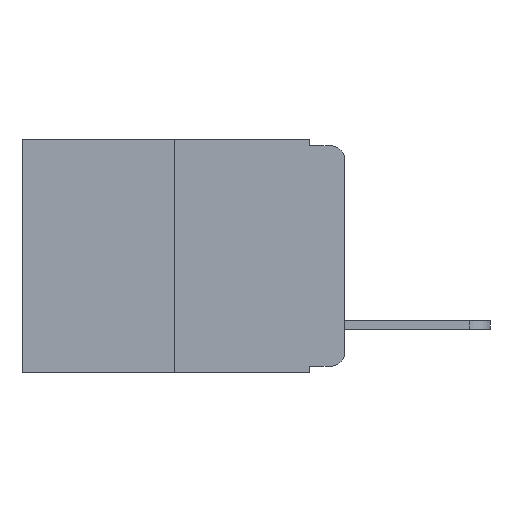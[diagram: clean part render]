
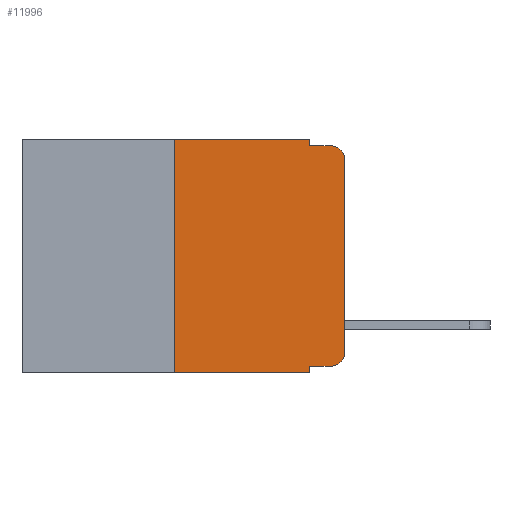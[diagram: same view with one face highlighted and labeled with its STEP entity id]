
A CAD part, left-side view. The second image highlights one B-rep face of the part: STEP entity #11996.
In plain terms, the highlighted planar face has unit normal (-1, 0, 0).
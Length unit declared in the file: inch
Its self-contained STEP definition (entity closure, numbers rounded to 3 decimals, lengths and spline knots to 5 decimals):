
#251 = CARTESIAN_POINT ( 'NONE',  ( 0., 0.473, -0.343 ) ) ;
#327 = ORIENTED_EDGE ( 'NONE', *, *, #4595, .F. ) ;
#357 = VERTEX_POINT ( 'NONE', #10190 ) ;
#500 = ORIENTED_EDGE ( 'NONE', *, *, #4657, .F. ) ;
#579 = ORIENTED_EDGE ( 'NONE', *, *, #2475, .F. ) ;
#906 = ORIENTED_EDGE ( 'NONE', *, *, #4730, .F. ) ;
#1085 = ORIENTED_EDGE ( 'NONE', *, *, #3647, .T. ) ;
#1216 = DIRECTION ( 'NONE',  ( 0., -1., 0. ) ) ;
#1292 = VERTEX_POINT ( 'NONE', #1402 ) ;
#1402 = CARTESIAN_POINT ( 'NONE',  ( 0., 0.02, -0.333 ) ) ;
#1473 = ORIENTED_EDGE ( 'NONE', *, *, #4820, .F. ) ;
#2281 = ORIENTED_EDGE ( 'NONE', *, *, #4829, .T. ) ;
#2475 = EDGE_CURVE ( 'NONE', #9981, #5307, #18471, .T. ) ;
#2495 = AXIS2_PLACEMENT_3D ( 'NONE', #14388, #14379, #15740 ) ;
#2651 = ORIENTED_EDGE ( 'NONE', *, *, #4899, .T. ) ;
#2990 = CARTESIAN_POINT ( 'NONE',  ( 0., 0., -0.313 ) ) ;
#3132 = AXIS2_PLACEMENT_3D ( 'NONE', #17118, #17145, #17122 ) ;
#3647 = EDGE_CURVE ( 'NONE', #11096, #357, #4298, .T. ) ;
#3958 = VECTOR ( 'NONE', #16111, 39.37008 ) ;
#4034 = VERTEX_POINT ( 'NONE', #7148 ) ;
#4298 = LINE ( 'NONE', #251, #8277 ) ;
#4507 = EDGE_CURVE ( 'NONE', #15962, #10339, #17983, .T. ) ;
#4532 = EDGE_CURVE ( 'NONE', #10339, #10115, #10090, .T. ) ;
#4595 = EDGE_CURVE ( 'NONE', #18487, #10115, #5065, .T. ) ;
#4657 = EDGE_CURVE ( 'NONE', #5307, #18487, #11753, .T. ) ;
#4719 = DIRECTION ( 'NONE',  ( 0., -1., 0. ) ) ;
#4730 = EDGE_CURVE ( 'NONE', #11096, #9981, #10326, .T. ) ;
#4782 = LINE ( 'NONE', #13805, #16950 ) ;
#4820 = EDGE_CURVE ( 'NONE', #4034, #357, #4782, .T. ) ;
#4829 = EDGE_CURVE ( 'NONE', #4034, #1292, #13364, .T. ) ;
#4899 = EDGE_CURVE ( 'NONE', #1292, #15962, #15703, .T. ) ;
#4938 = CARTESIAN_POINT ( 'NONE',  ( 0., 0.473, 0. ) ) ;
#4940 = EDGE_LOOP ( 'NONE', ( #9290, #13683, #327, #500, #579, #906, #1085, #1473, #2281, #2651 ) ) ;
#5065 = LINE ( 'NONE', #15814, #3958 ) ;
#5307 = VERTEX_POINT ( 'NONE', #19366 ) ;
#5667 = CARTESIAN_POINT ( 'NONE',  ( 0., 0.051, 0. ) ) ;
#5843 = VECTOR ( 'NONE', #8332, 39.37008 ) ;
#6737 = VECTOR ( 'NONE', #1216, 39.37008 ) ;
#7148 = CARTESIAN_POINT ( 'NONE',  ( 0., 0.051, -0.333 ) ) ;
#7444 = VECTOR ( 'NONE', #7825, 39.37008 ) ;
#7825 = DIRECTION ( 'NONE',  ( 0., 0., -1. ) ) ;
#7868 = DIRECTION ( 'NONE',  ( 0., 0., -1. ) ) ;
#8277 = VECTOR ( 'NONE', #11237, 39.37008 ) ;
#8332 = DIRECTION ( 'NONE',  ( 0., 0., 1. ) ) ;
#8805 = CARTESIAN_POINT ( 'NONE',  ( 0., 0.25, -0.343 ) ) ;
#9290 = ORIENTED_EDGE ( 'NONE', *, *, #4507, .T. ) ;
#9336 = CARTESIAN_POINT ( 'NONE',  ( 0., 0.25, 0. ) ) ;
#9914 = AXIS2_PLACEMENT_3D ( 'NONE', #16930, #16720, #16699 ) ;
#9981 = VERTEX_POINT ( 'NONE', #19742 ) ;
#10090 = CIRCLE ( 'NONE', #3132, 0.02 ) ;
#10115 = VERTEX_POINT ( 'NONE', #13424 ) ;
#10190 = CARTESIAN_POINT ( 'NONE',  ( 0., 0.051, -0.343 ) ) ;
#10326 = LINE ( 'NONE', #9336, #5843 ) ;
#10339 = VERTEX_POINT ( 'NONE', #15856 ) ;
#10587 = FACE_OUTER_BOUND ( 'NONE', #4940, .T. ) ;
#10909 = CARTESIAN_POINT ( 'NONE',  ( 0., 0., 0. ) ) ;
#11096 = VERTEX_POINT ( 'NONE', #8805 ) ;
#11237 = DIRECTION ( 'NONE',  ( 0., -1., 0. ) ) ;
#11315 = CARTESIAN_POINT ( 'NONE',  ( 0., 0.051, -0.333 ) ) ;
#11753 = LINE ( 'NONE', #5667, #7444 ) ;
#11996 = ADVANCED_FACE ( 'NONE', ( #10587 ), #16754, .F. ) ;
#13364 = LINE ( 'NONE', #11315, #16523 ) ;
#13424 = CARTESIAN_POINT ( 'NONE',  ( 0., 0.02, -0.01 ) ) ;
#13683 = ORIENTED_EDGE ( 'NONE', *, *, #4532, .T. ) ;
#13805 = CARTESIAN_POINT ( 'NONE',  ( 0., 0.051, 0. ) ) ;
#14379 = DIRECTION ( 'NONE',  ( -1., 0., 0. ) ) ;
#14388 = CARTESIAN_POINT ( 'NONE',  ( 0., 0.02, -0.313 ) ) ;
#15703 = CIRCLE ( 'NONE', #2495, 0.02 ) ;
#15719 = CARTESIAN_POINT ( 'NONE',  ( 0., 0.051, -0.01 ) ) ;
#15740 = DIRECTION ( 'NONE',  ( 0., 0., -1. ) ) ;
#15814 = CARTESIAN_POINT ( 'NONE',  ( 0., 0.051, -0.01 ) ) ;
#15856 = CARTESIAN_POINT ( 'NONE',  ( 0., 0., -0.03 ) ) ;
#15962 = VERTEX_POINT ( 'NONE', #2990 ) ;
#16111 = DIRECTION ( 'NONE',  ( 0., -1., 0. ) ) ;
#16523 = VECTOR ( 'NONE', #4719, 39.37008 ) ;
#16699 = DIRECTION ( 'NONE',  ( 0., 0., -1. ) ) ;
#16720 = DIRECTION ( 'NONE',  ( 1., 0., 0. ) ) ;
#16754 = PLANE ( 'NONE',  #9914 ) ;
#16930 = CARTESIAN_POINT ( 'NONE',  ( 0., 0.473, 0. ) ) ;
#16950 = VECTOR ( 'NONE', #7868, 39.37008 ) ;
#17118 = CARTESIAN_POINT ( 'NONE',  ( 0., 0.02, -0.03 ) ) ;
#17122 = DIRECTION ( 'NONE',  ( 0., 0., -1. ) ) ;
#17145 = DIRECTION ( 'NONE',  ( -1., 0., 0. ) ) ;
#17316 = DIRECTION ( 'NONE',  ( 0., 0., 1. ) ) ;
#17576 = VECTOR ( 'NONE', #17316, 39.37008 ) ;
#17983 = LINE ( 'NONE', #10909, #17576 ) ;
#18471 = LINE ( 'NONE', #4938, #6737 ) ;
#18487 = VERTEX_POINT ( 'NONE', #15719 ) ;
#19366 = CARTESIAN_POINT ( 'NONE',  ( 0., 0.051, 0. ) ) ;
#19742 = CARTESIAN_POINT ( 'NONE',  ( 0., 0.25, 0. ) ) ;
